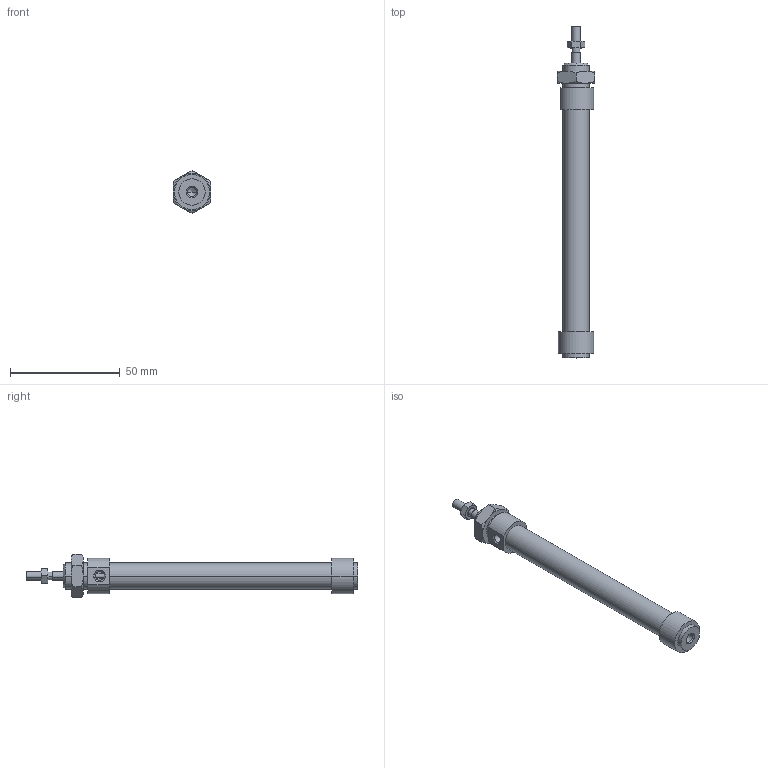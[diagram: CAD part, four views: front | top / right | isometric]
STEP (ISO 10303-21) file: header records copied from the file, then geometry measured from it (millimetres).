
FILE_DESCRIPTION((''),'2;1');
FILE_NAME('1261_08_0075.stp','2003-04-02T17:08:15',('maffial1'),(''),'Autodesk Inventor (R) 6.0','Autodesk Inventor (R) 6.0','');
FILE_SCHEMA(('AUTOMOTIVE_DESIGN { 1 0 10303 214 1 1 1 1 }'));
Length unit declared in the file: millimetre
Products named in the file (5): 1261_08_0075; S1260_08_75; C1261_08_75; 1200_08_05; 1200_08_06
Assembly tree (4 placements, depth 2):
  1261_08_0075
    S1260_08_75
    C1261_08_75
    1200_08_05
    1200_08_06
Bounding box: 17 x 151 x 19.63 mm (x, y, z)
Volume: 17840.6 mm3; surface area: 9551.7 mm2
Topology: 4 solids, 4 shells, 104 faces, 222 edges, 131 vertices
Faces by surface type: cone 36, plane 28, bspline 22, cylinder 18
Entity records: 3149 total; most frequent: CARTESIAN_POINT 934, DIRECTION 450, ORIENTED_EDGE 440, EDGE_CURVE 220, AXIS2_PLACEMENT_3D 191, VERTEX_POINT 131, EDGE_LOOP 117, FACE_OUTER_BOUND 104
